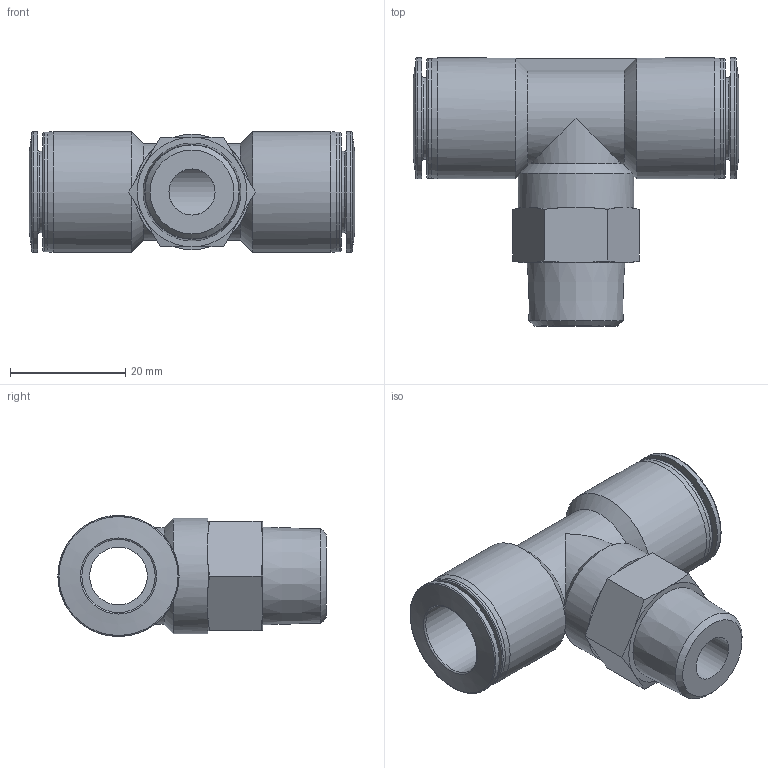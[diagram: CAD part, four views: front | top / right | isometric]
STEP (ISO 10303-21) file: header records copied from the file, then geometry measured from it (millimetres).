
FILE_DESCRIPTION(/* description */ ('STEP AP214'),/* implementation_level */ '2;1');
FILE_NAME(/* name */ '533263_QBT-3_8-1_2-U-M',/* time_stamp */ '2024-09-14T04:27:24+02:00',/* author */ ('License CC BY-ND 4.0'),/* organization */ ('CADENAS'),/* preprocessor_version */ 'ST-DEVELOPER v19.3',/* originating_system */ 'PARTsolutions',/* authorisation */ ' ');
FILE_SCHEMA (('AUTOMOTIVE_DESIGN {1 0 10303 214 3 1 1}'));
Length unit declared in the file: millimetre
Products named in the file (1): 533263 QBT-3/8-1/2-U-M
Bounding box: 56.49 x 46.5 x 21 mm (x, y, z)
Volume: 16356.4 mm3; surface area: 9455.9 mm2
Topology: 1 solids, 1 shells, 68 faces, 163 edges, 102 vertices
Faces by surface type: cone 22, plane 22, cylinder 16, torus 8
Full cylindrical faces by diameter (mm): 8 x1, 10 x1, 12.7 x2, 14.1 x2, 20 x1, 20.7 x2, 21 x3
Entity records: 2357 total; most frequent: CARTESIAN_POINT 432, DIRECTION 294, ORIENTED_EDGE 262, AXIS2_PLACEMENT_3D 133, EDGE_CURVE 131, EDGE_LOOP 104, FACE_BOUND 104, VERTEX_POINT 97
